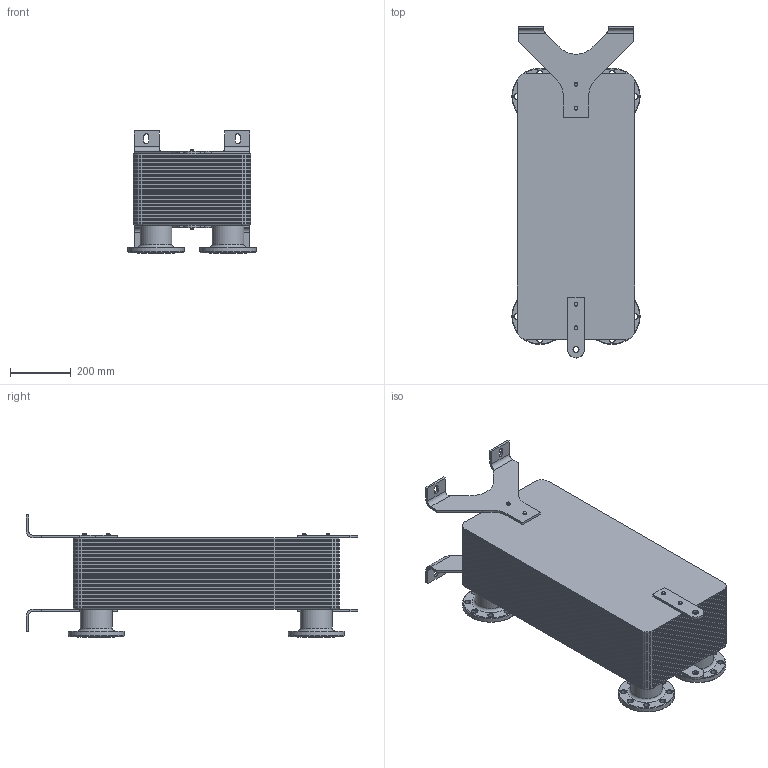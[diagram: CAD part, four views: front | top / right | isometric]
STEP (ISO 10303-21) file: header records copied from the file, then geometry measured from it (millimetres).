
FILE_DESCRIPTION(/* description */ (''),/* implementation_level */ '2;1');
FILE_NAME(/* name */ 'PB88.stp',/* time_stamp */ '2014-11-27T10:32:48+01:00',/* author */ ('Helmut'),/* organization */ (''),/* preprocessor_version */ 'ST-DEVELOPER v15.6',/* originating_system */ 'Autodesk Inventor 2015',/* authorisation */ '');
FILE_SCHEMA (('AUTOMOTIVE_DESIGN { 1 0 10303 214 3 1 1 }'));
Length unit declared in the file: millimetre
Products named in the file (8): Grundplatte; Bolzen; Flansch; PB88_Typenschild; Kupferplatten; Gestell_Neu; Aufhängung_neu; Zusammenbau 2
Bounding box: 422 x 1090.5 x 402 mm (x, y, z)
Volume: 82871281.8 mm3; surface area: 35680480.7 mm2
Topology: 68 solids, 68 shells, 1222 faces, 2734 edges, 1664 vertices
Faces by surface type: plane 608, cylinder 302, cone 292, torus 20
Full cylindrical faces by diameter (mm): 8 x8, 12 x8, 13 x8, 18 x32, 20 x2, 77.5 x4, 104 x4, 185 x4
Entity records: 4253 total; most frequent: DIRECTION 796, CARTESIAN_POINT 657, ORIENTED_EDGE 522, AXIS2_PLACEMENT_3D 328, EDGE_CURVE 261, EDGE_LOOP 208, VERTEX_POINT 189, LINE 140
